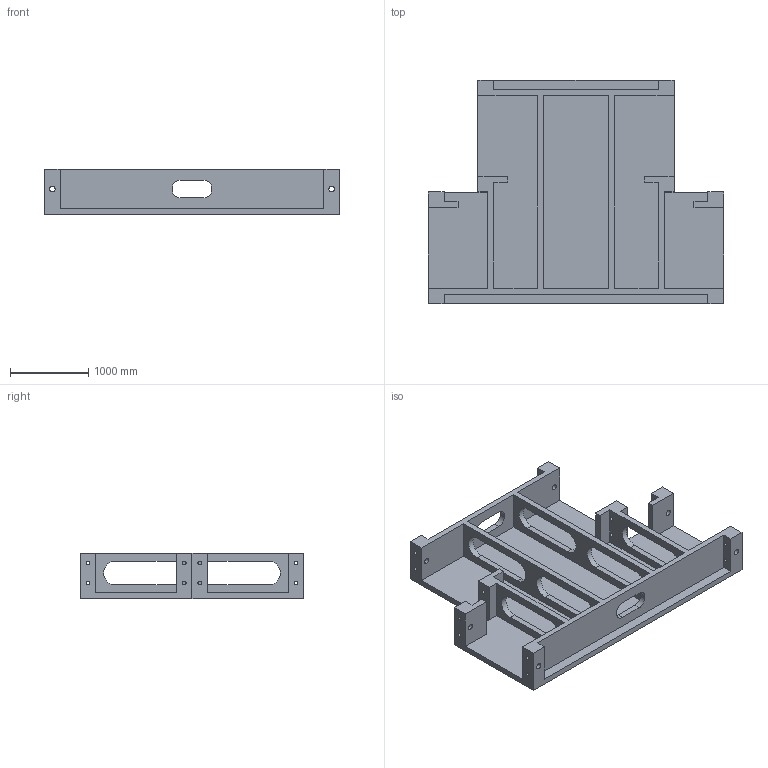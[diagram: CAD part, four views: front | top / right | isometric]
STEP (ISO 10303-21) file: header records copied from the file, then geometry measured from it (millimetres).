
FILE_DESCRIPTION((''),'2;1');
FILE_NAME('6','2022-01-20T16:14:13',('86183'),(''),'CREO PARAMETRIC BY PTC INC, 2018400','CREO PARAMETRIC BY PTC INC, 2018400','');
FILE_SCHEMA(('CONFIG_CONTROL_DESIGN'));
Length unit declared in the file: inch
Products named in the file (1): 6
Bounding box: 3784.6 x 2865.12 x 584.2 mm (x, y, z)
Volume: 1217438591.6 mm3; surface area: 33665776.7 mm2
Topology: 1 solids, 1 shells, 141 faces, 428 edges, 290 vertices
Faces by surface type: plane 73, cylinder 68
Entity records: 5018 total; most frequent: CARTESIAN_POINT 859, ORIENTED_EDGE 856, DIRECTION 854, EDGE_CURVE 428, VERTEX_POINT 290, AXIS2_PLACEMENT_3D 285, VECTOR 284, LINE 284
